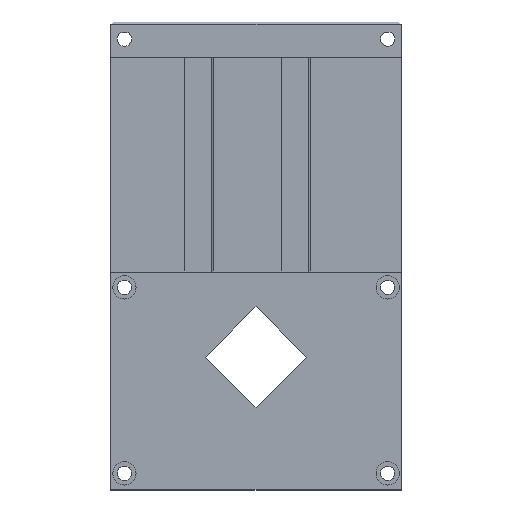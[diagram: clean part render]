
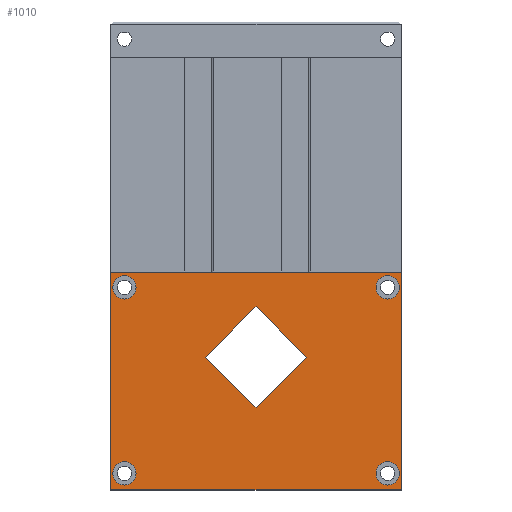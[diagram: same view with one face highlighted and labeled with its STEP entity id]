
A CAD part, top view. The second image highlights one B-rep face of the part: STEP entity #1010.
In plain terms, the highlighted planar face has unit normal (0, 0, 1).
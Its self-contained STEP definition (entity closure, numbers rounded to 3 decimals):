
#28=FACE_BOUND('',#174,.T.);
#29=FACE_BOUND('',#175,.T.);
#30=FACE_BOUND('',#176,.T.);
#31=FACE_BOUND('',#177,.T.);
#32=FACE_BOUND('',#178,.T.);
#56=PLANE('',#1086);
#106=FACE_OUTER_BOUND('',#173,.T.);
#173=EDGE_LOOP('',(#839,#840,#841,#842));
#174=EDGE_LOOP('',(#843));
#175=EDGE_LOOP('',(#844));
#176=EDGE_LOOP('',(#845));
#177=EDGE_LOOP('',(#846));
#178=EDGE_LOOP('',(#847,#848,#849,#850));
#203=LINE('',#1413,#315);
#207=LINE('',#1420,#319);
#208=LINE('',#1423,#320);
#212=LINE('',#1429,#324);
#232=LINE('',#1475,#344);
#263=LINE('',#1569,#375);
#267=LINE('',#1576,#379);
#268=LINE('',#1577,#380);
#315=VECTOR('',#1135,10.);
#319=VECTOR('',#1141,10.);
#320=VECTOR('',#1144,10.);
#324=VECTOR('',#1150,10.);
#344=VECTOR('',#1184,10.);
#375=VECTOR('',#1287,10.);
#379=VECTOR('',#1293,10.);
#380=VECTOR('',#1294,10.);
#430=CIRCLE('',#1053,3.25);
#433=CIRCLE('',#1058,3.25);
#436=CIRCLE('',#1063,3.25);
#439=CIRCLE('',#1068,3.25);
#457=VERTEX_POINT('',#1410);
#458=VERTEX_POINT('',#1412);
#460=VERTEX_POINT('',#1418);
#461=VERTEX_POINT('',#1422);
#480=VERTEX_POINT('',#1472);
#481=VERTEX_POINT('',#1474);
#486=VERTEX_POINT('',#1488);
#489=VERTEX_POINT('',#1497);
#492=VERTEX_POINT('',#1506);
#495=VERTEX_POINT('',#1515);
#507=VERTEX_POINT('',#1566);
#508=VERTEX_POINT('',#1568);
#551=EDGE_CURVE('',#458,#457,#203,.T.);
#555=EDGE_CURVE('',#457,#460,#207,.T.);
#556=EDGE_CURVE('',#460,#461,#208,.T.);
#560=EDGE_CURVE('',#461,#458,#212,.T.);
#582=EDGE_CURVE('',#480,#481,#232,.T.);
#590=EDGE_CURVE('',#486,#486,#430,.T.);
#594=EDGE_CURVE('',#489,#489,#433,.T.);
#598=EDGE_CURVE('',#492,#492,#436,.T.);
#602=EDGE_CURVE('',#495,#495,#439,.T.);
#627=EDGE_CURVE('',#508,#507,#263,.T.);
#631=EDGE_CURVE('',#508,#480,#267,.T.);
#632=EDGE_CURVE('',#481,#507,#268,.T.);
#839=ORIENTED_EDGE('',*,*,#631,.F.);
#840=ORIENTED_EDGE('',*,*,#627,.T.);
#841=ORIENTED_EDGE('',*,*,#632,.F.);
#842=ORIENTED_EDGE('',*,*,#582,.F.);
#843=ORIENTED_EDGE('',*,*,#590,.T.);
#844=ORIENTED_EDGE('',*,*,#594,.T.);
#845=ORIENTED_EDGE('',*,*,#598,.T.);
#846=ORIENTED_EDGE('',*,*,#602,.T.);
#847=ORIENTED_EDGE('',*,*,#551,.T.);
#848=ORIENTED_EDGE('',*,*,#555,.T.);
#849=ORIENTED_EDGE('',*,*,#556,.T.);
#850=ORIENTED_EDGE('',*,*,#560,.T.);
#1010=ADVANCED_FACE('',(#106,#28,#29,#30,#31,#32),#56,.T.);
#1053=AXIS2_PLACEMENT_3D('',#1490,#1197,#1198);
#1058=AXIS2_PLACEMENT_3D('',#1499,#1208,#1209);
#1063=AXIS2_PLACEMENT_3D('',#1508,#1219,#1220);
#1068=AXIS2_PLACEMENT_3D('',#1517,#1230,#1231);
#1086=AXIS2_PLACEMENT_3D('',#1575,#1291,#1292);
#1135=DIRECTION('',(0.707,-0.707,0.));
#1141=DIRECTION('',(-0.707,-0.707,0.));
#1144=DIRECTION('',(-0.707,0.707,0.));
#1150=DIRECTION('',(0.707,0.707,0.));
#1184=DIRECTION('',(0.,-1.,0.));
#1197=DIRECTION('center_axis',(0.,0.,-1.));
#1198=DIRECTION('ref_axis',(-1.,0.,0.));
#1208=DIRECTION('center_axis',(0.,0.,-1.));
#1209=DIRECTION('ref_axis',(-1.,0.,0.));
#1219=DIRECTION('center_axis',(0.,0.,-1.));
#1220=DIRECTION('ref_axis',(-1.,0.,0.));
#1230=DIRECTION('center_axis',(0.,0.,-1.));
#1231=DIRECTION('ref_axis',(-1.,0.,0.));
#1287=DIRECTION('',(0.,-1.,0.));
#1291=DIRECTION('center_axis',(0.,0.,1.));
#1292=DIRECTION('ref_axis',(-1.,0.,0.));
#1293=DIRECTION('',(1.,0.,0.));
#1294=DIRECTION('',(-1.,0.,0.));
#1410=CARTESIAN_POINT('',(14.142,-53.858,7.));
#1412=CARTESIAN_POINT('',(0.,-39.716,7.));
#1413=CARTESIAN_POINT('',(14.8,-54.515,7.));
#1418=CARTESIAN_POINT('',(0.,-68.,7.));
#1420=CARTESIAN_POINT('',(19.657,-48.342,7.));
#1422=CARTESIAN_POINT('',(-14.142,-53.858,7.));
#1423=CARTESIAN_POINT('',(-6.414,-61.586,7.));
#1429=CARTESIAN_POINT('',(12.586,-27.129,7.));
#1472=CARTESIAN_POINT('',(40.63,-30.,7.));
#1474=CARTESIAN_POINT('',(40.63,-91.,7.));
#1475=CARTESIAN_POINT('',(40.63,-30.,7.));
#1488=CARTESIAN_POINT('',(40.09,-86.37,7.));
#1490=CARTESIAN_POINT('Origin',(36.84,-86.37,7.));
#1497=CARTESIAN_POINT('',(-33.57,-34.3,7.));
#1499=CARTESIAN_POINT('Origin',(-36.82,-34.3,7.));
#1506=CARTESIAN_POINT('',(-33.57,-86.37,7.));
#1508=CARTESIAN_POINT('Origin',(-36.82,-86.37,7.));
#1515=CARTESIAN_POINT('',(40.09,-34.3,7.));
#1517=CARTESIAN_POINT('Origin',(36.84,-34.3,7.));
#1566=CARTESIAN_POINT('',(-40.63,-91.,7.));
#1568=CARTESIAN_POINT('',(-40.63,-30.,7.));
#1569=CARTESIAN_POINT('',(-40.63,-30.,7.));
#1575=CARTESIAN_POINT('Origin',(40.63,-30.,7.));
#1576=CARTESIAN_POINT('',(0.,-30.,7.));
#1577=CARTESIAN_POINT('',(40.63,-91.,7.));
